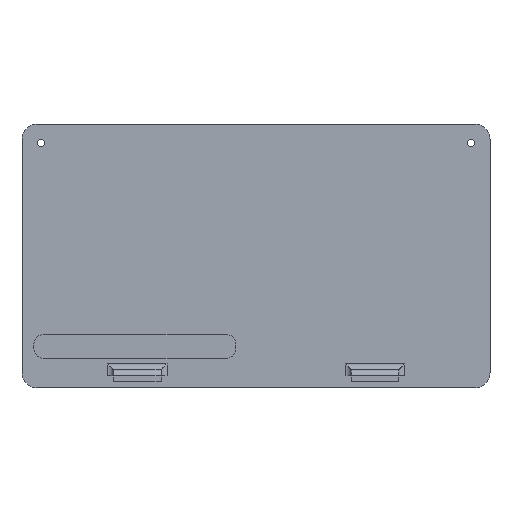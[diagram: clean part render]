
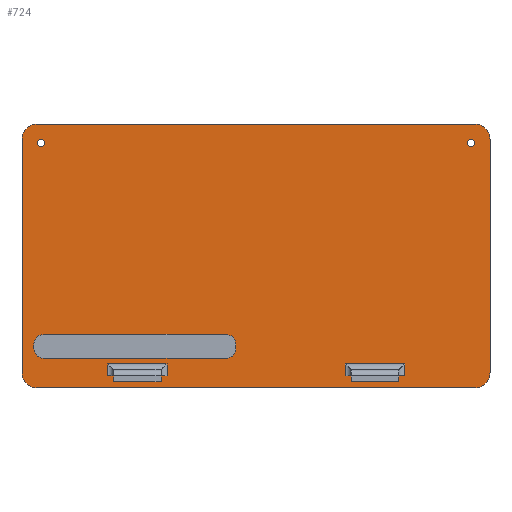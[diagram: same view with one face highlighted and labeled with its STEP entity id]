
A CAD part, front view. The second image highlights one B-rep face of the part: STEP entity #724.
In plain terms, the highlighted planar face has unit normal (0, -1, 0).
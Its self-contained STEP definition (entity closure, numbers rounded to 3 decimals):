
#17=FACE_BOUND('',#109,.T.);
#18=FACE_BOUND('',#110,.T.);
#19=FACE_BOUND('',#111,.T.);
#20=FACE_BOUND('',#112,.T.);
#21=FACE_BOUND('',#113,.T.);
#34=PLANE('',#795);
#65=FACE_OUTER_BOUND('',#108,.T.);
#108=EDGE_LOOP('',(#545,#546,#547,#548,#549,#550,#551,#552));
#109=EDGE_LOOP('',(#553,#554,#555,#556,#557,#558,#559,#560));
#110=EDGE_LOOP('',(#561,#562,#563,#564));
#111=EDGE_LOOP('',(#565,#566,#567,#568));
#112=EDGE_LOOP('',(#569));
#113=EDGE_LOOP('',(#570));
#146=LINE('',#1082,#216);
#150=LINE('',#1094,#220);
#156=LINE('',#1109,#226);
#159=LINE('',#1118,#229);
#166=LINE('',#1140,#236);
#167=LINE('',#1145,#237);
#169=LINE('',#1152,#239);
#170=LINE('',#1158,#240);
#171=LINE('',#1162,#241);
#172=LINE('',#1166,#242);
#173=LINE('',#1169,#243);
#174=LINE('',#1170,#244);
#175=LINE('',#1173,#245);
#176=LINE('',#1175,#246);
#177=LINE('',#1177,#247);
#178=LINE('',#1178,#248);
#216=VECTOR('',#856,10.);
#220=VECTOR('',#868,10.);
#226=VECTOR('',#882,10.);
#229=VECTOR('',#893,10.);
#236=VECTOR('',#912,10.);
#237=VECTOR('',#919,10.);
#239=VECTOR('',#927,10.);
#240=VECTOR('',#932,10.);
#241=VECTOR('',#935,10.);
#242=VECTOR('',#938,10.);
#243=VECTOR('',#941,10.);
#244=VECTOR('',#942,10.);
#245=VECTOR('',#943,10.);
#246=VECTOR('',#944,10.);
#247=VECTOR('',#945,10.);
#248=VECTOR('',#946,10.);
#285=CIRCLE('',#769,4.);
#287=CIRCLE('',#773,4.);
#289=CIRCLE('',#777,4.);
#291=CIRCLE('',#781,4.);
#296=CIRCLE('',#796,6.5);
#297=CIRCLE('',#797,6.5);
#298=CIRCLE('',#798,6.5);
#299=CIRCLE('',#799,6.5);
#300=CIRCLE('',#800,1.55);
#301=CIRCLE('',#801,1.55);
#316=VERTEX_POINT('',#1075);
#317=VERTEX_POINT('',#1077);
#318=VERTEX_POINT('',#1081);
#321=VERTEX_POINT('',#1089);
#322=VERTEX_POINT('',#1093);
#326=VERTEX_POINT('',#1102);
#327=VERTEX_POINT('',#1104);
#329=VERTEX_POINT('',#1113);
#337=VERTEX_POINT('',#1138);
#338=VERTEX_POINT('',#1139);
#339=VERTEX_POINT('',#1144);
#341=VERTEX_POINT('',#1150);
#342=VERTEX_POINT('',#1154);
#343=VERTEX_POINT('',#1155);
#344=VERTEX_POINT('',#1157);
#345=VERTEX_POINT('',#1159);
#346=VERTEX_POINT('',#1161);
#347=VERTEX_POINT('',#1163);
#348=VERTEX_POINT('',#1165);
#349=VERTEX_POINT('',#1167);
#350=VERTEX_POINT('',#1171);
#351=VERTEX_POINT('',#1172);
#352=VERTEX_POINT('',#1174);
#353=VERTEX_POINT('',#1176);
#354=VERTEX_POINT('',#1179);
#355=VERTEX_POINT('',#1181);
#382=EDGE_CURVE('',#316,#317,#285,.T.);
#384=EDGE_CURVE('',#318,#317,#146,.T.);
#388=EDGE_CURVE('',#318,#321,#287,.T.);
#390=EDGE_CURVE('',#322,#321,#150,.T.);
#395=EDGE_CURVE('',#326,#327,#289,.T.);
#398=EDGE_CURVE('',#316,#327,#156,.T.);
#400=EDGE_CURVE('',#322,#329,#291,.T.);
#403=EDGE_CURVE('',#326,#329,#159,.T.);
#412=EDGE_CURVE('',#337,#338,#166,.T.);
#415=EDGE_CURVE('',#339,#337,#167,.T.);
#419=EDGE_CURVE('',#341,#339,#169,.T.);
#420=EDGE_CURVE('',#342,#343,#296,.T.);
#421=EDGE_CURVE('',#342,#344,#170,.T.);
#422=EDGE_CURVE('',#345,#344,#297,.T.);
#423=EDGE_CURVE('',#346,#345,#171,.T.);
#424=EDGE_CURVE('',#347,#346,#298,.T.);
#425=EDGE_CURVE('',#348,#347,#172,.T.);
#426=EDGE_CURVE('',#349,#348,#299,.T.);
#427=EDGE_CURVE('',#349,#343,#173,.T.);
#428=EDGE_CURVE('',#341,#338,#174,.T.);
#429=EDGE_CURVE('',#350,#351,#175,.T.);
#430=EDGE_CURVE('',#352,#351,#176,.T.);
#431=EDGE_CURVE('',#353,#352,#177,.T.);
#432=EDGE_CURVE('',#350,#353,#178,.T.);
#433=EDGE_CURVE('',#354,#354,#300,.T.);
#434=EDGE_CURVE('',#355,#355,#301,.T.);
#545=ORIENTED_EDGE('',*,*,#420,.F.);
#546=ORIENTED_EDGE('',*,*,#421,.T.);
#547=ORIENTED_EDGE('',*,*,#422,.F.);
#548=ORIENTED_EDGE('',*,*,#423,.F.);
#549=ORIENTED_EDGE('',*,*,#424,.F.);
#550=ORIENTED_EDGE('',*,*,#425,.F.);
#551=ORIENTED_EDGE('',*,*,#426,.F.);
#552=ORIENTED_EDGE('',*,*,#427,.T.);
#553=ORIENTED_EDGE('',*,*,#398,.T.);
#554=ORIENTED_EDGE('',*,*,#395,.F.);
#555=ORIENTED_EDGE('',*,*,#403,.T.);
#556=ORIENTED_EDGE('',*,*,#400,.F.);
#557=ORIENTED_EDGE('',*,*,#390,.T.);
#558=ORIENTED_EDGE('',*,*,#388,.F.);
#559=ORIENTED_EDGE('',*,*,#384,.T.);
#560=ORIENTED_EDGE('',*,*,#382,.F.);
#561=ORIENTED_EDGE('',*,*,#428,.T.);
#562=ORIENTED_EDGE('',*,*,#412,.F.);
#563=ORIENTED_EDGE('',*,*,#415,.F.);
#564=ORIENTED_EDGE('',*,*,#419,.F.);
#565=ORIENTED_EDGE('',*,*,#429,.T.);
#566=ORIENTED_EDGE('',*,*,#430,.F.);
#567=ORIENTED_EDGE('',*,*,#431,.F.);
#568=ORIENTED_EDGE('',*,*,#432,.F.);
#569=ORIENTED_EDGE('',*,*,#433,.T.);
#570=ORIENTED_EDGE('',*,*,#434,.T.);
#724=ADVANCED_FACE('',(#65,#17,#18,#19,#20,#21),#34,.F.);
#769=AXIS2_PLACEMENT_3D('',#1078,#851,#852);
#773=AXIS2_PLACEMENT_3D('',#1090,#863,#864);
#777=AXIS2_PLACEMENT_3D('',#1105,#876,#877);
#781=AXIS2_PLACEMENT_3D('',#1114,#887,#888);
#795=AXIS2_PLACEMENT_3D('',#1153,#928,#929);
#796=AXIS2_PLACEMENT_3D('',#1156,#930,#931);
#797=AXIS2_PLACEMENT_3D('',#1160,#933,#934);
#798=AXIS2_PLACEMENT_3D('',#1164,#936,#937);
#799=AXIS2_PLACEMENT_3D('',#1168,#939,#940);
#800=AXIS2_PLACEMENT_3D('',#1180,#947,#948);
#801=AXIS2_PLACEMENT_3D('',#1182,#949,#950);
#851=DIRECTION('center_axis',(0.,-1.,0.));
#852=DIRECTION('ref_axis',(0.707,0.,0.707));
#856=DIRECTION('',(1.,0.,0.));
#863=DIRECTION('center_axis',(0.,-1.,0.));
#864=DIRECTION('ref_axis',(-0.707,0.,0.707));
#868=DIRECTION('',(0.,0.,1.));
#876=DIRECTION('center_axis',(0.,-1.,0.));
#877=DIRECTION('ref_axis',(0.707,0.,-0.707));
#882=DIRECTION('',(0.,0.,-1.));
#887=DIRECTION('center_axis',(0.,-1.,0.));
#888=DIRECTION('ref_axis',(-0.707,0.,-0.707));
#893=DIRECTION('',(-1.,0.,0.));
#912=DIRECTION('',(0.,0.,-1.));
#919=DIRECTION('',(-1.,0.,0.));
#927=DIRECTION('',(0.,0.,1.));
#928=DIRECTION('center_axis',(0.,1.,0.));
#929=DIRECTION('ref_axis',(-1.,0.,0.));
#930=DIRECTION('center_axis',(0.,1.,0.));
#931=DIRECTION('ref_axis',(0.,0.,1.));
#932=DIRECTION('',(-1.,0.,0.));
#933=DIRECTION('center_axis',(0.,1.,0.));
#934=DIRECTION('ref_axis',(-1.,0.,0.));
#935=DIRECTION('',(0.,0.,1.));
#936=DIRECTION('center_axis',(0.,1.,0.));
#937=DIRECTION('ref_axis',(0.,0.,
-1.));
#938=DIRECTION('',(-1.,0.,0.));
#939=DIRECTION('center_axis',(0.,1.,0.));
#940=DIRECTION('ref_axis',(1.,0.,0.));
#941=DIRECTION('',(0.,0.,1.));
#942=DIRECTION('',(-1.,0.,0.));
#943=DIRECTION('',(-1.,0.,0.));
#944=DIRECTION('',(0.,0.,-1.));
#945=DIRECTION('',(-1.,0.,0.));
#946=DIRECTION('',(0.,0.,1.));
#947=DIRECTION('center_axis',(0.,1.,0.));
#948=DIRECTION('ref_axis',(1.,0.,0.));
#949=DIRECTION('center_axis',(0.,1.,0.));
#950=DIRECTION('ref_axis',(1.,0.,0.));
#1075=CARTESIAN_POINT('',(-8.537,175.,93.072));
#1077=CARTESIAN_POINT('',(-12.537,175.,97.072));
#1078=CARTESIAN_POINT('Origin',(-12.537,175.,93.072));
#1081=CARTESIAN_POINT('',(-89.537,175.,97.072));
#1082=CARTESIAN_POINT('',(-46.787,175.,97.072));
#1089=CARTESIAN_POINT('',(-93.537,175.,93.072));
#1090=CARTESIAN_POINT('Origin',(-89.537,175.,93.072));
#1093=CARTESIAN_POINT('',(-93.537,175.,91.072));
#1094=CARTESIAN_POINT('',(-93.537,175.,108.592));
#1102=CARTESIAN_POINT('',(-12.537,175.,87.072));
#1104=CARTESIAN_POINT('',(-8.537,175.,91.072));
#1105=CARTESIAN_POINT('Origin',(-12.537,175.,91.072));
#1109=CARTESIAN_POINT('',(-8.537,175.,113.592));
#1113=CARTESIAN_POINT('',(-89.537,175.,87.072));
#1114=CARTESIAN_POINT('Origin',(-89.537,175.,91.072));
#1118=CARTESIAN_POINT('',(-4.287,175.,87.072));
#1138=CARTESIAN_POINT('',(37.5,175.,84.672));
#1139=CARTESIAN_POINT('',(37.5,175.,79.672));
#1140=CARTESIAN_POINT('',(37.5,175.,106.142));
#1144=CARTESIAN_POINT('',(62.5,175.,84.672));
#1145=CARTESIAN_POINT('',(29.982,175.,84.672));
#1150=CARTESIAN_POINT('',(62.5,175.,79.672));
#1152=CARTESIAN_POINT('',(62.5,175.,104.892));
#1153=CARTESIAN_POINT('Origin',(-0.037,175.,130.112));
#1154=CARTESIAN_POINT('',(91.963,175.,185.653));
#1155=CARTESIAN_POINT('',(98.463,175.,179.153));
#1156=CARTESIAN_POINT('Origin',(91.963,175.,179.153));
#1157=CARTESIAN_POINT('',(-92.037,175.,185.653));
#1158=CARTESIAN_POINT('',(91.963,175.,185.653));
#1159=CARTESIAN_POINT('',(-98.537,175.,179.153));
#1160=CARTESIAN_POINT('Origin',(-92.037,175.,179.153));
#1161=CARTESIAN_POINT('',(-98.537,175.,81.072));
#1162=CARTESIAN_POINT('',(-98.537,175.,81.072));
#1163=CARTESIAN_POINT('',(-92.037,175.,74.572));
#1164=CARTESIAN_POINT('Origin',(-92.037,175.,81.072));
#1165=CARTESIAN_POINT('',(91.963,175.,74.572));
#1166=CARTESIAN_POINT('',(91.963,175.,74.572));
#1167=CARTESIAN_POINT('',(98.463,175.,81.072));
#1168=CARTESIAN_POINT('Origin',(91.963,175.,81.072));
#1169=CARTESIAN_POINT('',(98.463,175.,81.072));
#1170=CARTESIAN_POINT('',(19.982,175.,79.672));
#1171=CARTESIAN_POINT('',(-37.5,175.,79.672));
#1172=CARTESIAN_POINT('',(-62.5,175.,79.672));
#1173=CARTESIAN_POINT('',(-30.018,175.,79.672));
#1174=CARTESIAN_POINT('',(-62.5,175.,84.672));
#1175=CARTESIAN_POINT('',(-62.5,175.,106.142));
#1176=CARTESIAN_POINT('',(-37.5,175.,84.672));
#1177=CARTESIAN_POINT('',(-20.018,175.,84.672));
#1178=CARTESIAN_POINT('',(-37.5,175.,104.892));
#1179=CARTESIAN_POINT('',(-92.087,175.,177.653));
#1180=CARTESIAN_POINT('Origin',(-90.537,175.,177.653));
#1181=CARTESIAN_POINT('',(88.913,175.,177.653));
#1182=CARTESIAN_POINT('Origin',(90.463,175.,177.653));
